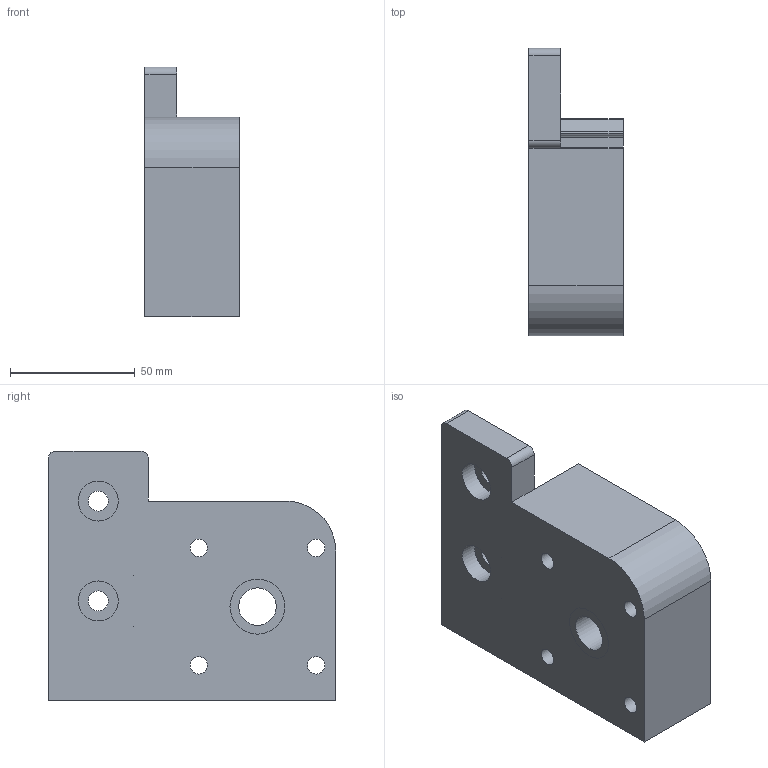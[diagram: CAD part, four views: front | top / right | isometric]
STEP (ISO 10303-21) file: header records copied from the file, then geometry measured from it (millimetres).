
FILE_DESCRIPTION(/* description */ ('','CAx-IF Rec.Pracs.---Representation and Presentation of Product Manufacturing Information (PMI)---4.0---2014-10-13'),/* implementation_level */ '2;1');
FILE_NAME(/* name */ 'X_Backleft v4.step',/* time_stamp */ '2025-01-05T14:30:13-08:00',/* author */ (''),/* organization */ (''),/* preprocessor_version */ 'ST-DEVELOPER v20',/* originating_system */ 'Autodesk Translation Framework v13.20.0.188',/* authorisation */ '');
FILE_SCHEMA (('AP242_MANAGED_MODEL_BASED_3D_ENGINEERING_MIM_LF { 1 0 10303 442 1 1 4 }'));
Length unit declared in the file: millimetre
Products named in the file (1): X_Backleft
Bounding box: 37.7 x 115 x 100 mm (x, y, z)
Volume: 259818 mm3; surface area: 39034.2 mm2
Topology: 1 solids, 1 shells, 55 faces, 146 edges, 97 vertices
Faces by surface type: cylinder 28, plane 25, torus 2
Full cylindrical faces by diameter (mm): 7 x4, 8 x2, 15 x1, 16 x2, 22 x2
Entity records: 1810 total; most frequent: DIRECTION 320, CARTESIAN_POINT 299, ORIENTED_EDGE 292, EDGE_CURVE 146, AXIS2_PLACEMENT_3D 118, VERTEX_POINT 97, LINE 84, VECTOR 84
